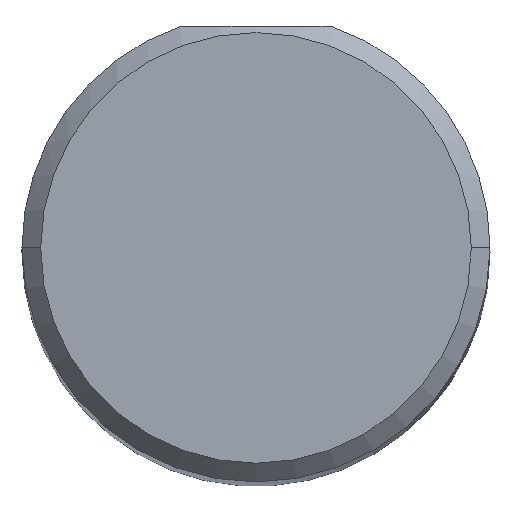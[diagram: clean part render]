
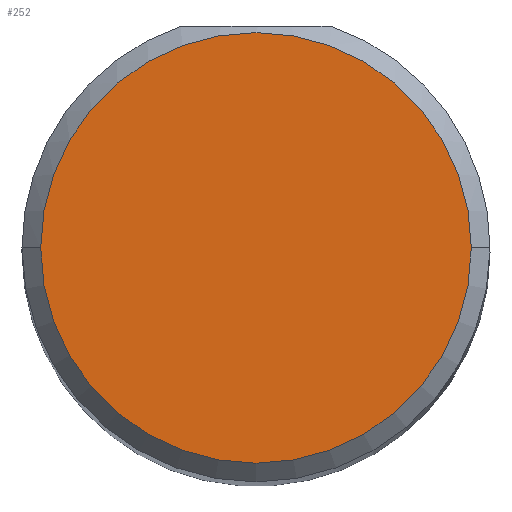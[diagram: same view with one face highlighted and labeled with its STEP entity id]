
A CAD part, top view. The second image highlights one B-rep face of the part: STEP entity #252.
In plain terms, the highlighted planar face has unit normal (0, 0, 1).
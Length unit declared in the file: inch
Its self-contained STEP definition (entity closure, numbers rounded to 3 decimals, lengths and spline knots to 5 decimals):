
#30 = AXIS2_PLACEMENT_3D ( 'NONE', #551, #92, #95 ) ;
#92 = DIRECTION ( 'NONE',  ( 0., 0., 1. ) ) ;
#95 = DIRECTION ( 'NONE',  ( 1., 0., 0. ) ) ;
#147 = CIRCLE ( 'NONE', #418, 0.1725 ) ;
#150 = EDGE_LOOP ( 'NONE', ( #347, #240 ) ) ;
#197 = DIRECTION ( 'NONE',  ( 1., 0., 0. ) ) ;
#209 = DIRECTION ( 'NONE',  ( 0., 0., 1. ) ) ;
#240 = ORIENTED_EDGE ( 'NONE', *, *, #662, .T. ) ;
#252 = ADVANCED_FACE ( 'NONE', ( #700 ), #485, .T. ) ;
#256 = CARTESIAN_POINT ( 'NONE',  ( 0., 0., 2.5 ) ) ;
#269 = DIRECTION ( 'NONE',  ( 1., 0., 0. ) ) ;
#271 = DIRECTION ( 'NONE',  ( 0., 0., 1. ) ) ;
#303 = CARTESIAN_POINT ( 'NONE',  ( 0., 0., 2.5 ) ) ;
#347 = ORIENTED_EDGE ( 'NONE', *, *, #689, .T. ) ;
#418 = AXIS2_PLACEMENT_3D ( 'NONE', #256, #271, #269 ) ;
#485 = PLANE ( 'NONE',  #642 ) ;
#525 = VERTEX_POINT ( 'NONE', #641 ) ;
#551 = CARTESIAN_POINT ( 'NONE',  ( 0., 0., 2.5 ) ) ;
#641 = CARTESIAN_POINT ( 'NONE',  ( 0.1725, 0., 2.5 ) ) ;
#642 = AXIS2_PLACEMENT_3D ( 'NONE', #303, #209, #197 ) ;
#651 = VERTEX_POINT ( 'NONE', #660 ) ;
#653 = CIRCLE ( 'NONE', #30, 0.1725 ) ;
#660 = CARTESIAN_POINT ( 'NONE',  ( -0.1725, 0., 2.5 ) ) ;
#662 = EDGE_CURVE ( 'NONE', #525, #651, #653, .T. ) ;
#689 = EDGE_CURVE ( 'NONE', #651, #525, #147, .T. ) ;
#700 = FACE_OUTER_BOUND ( 'NONE', #150, .T. ) ;
